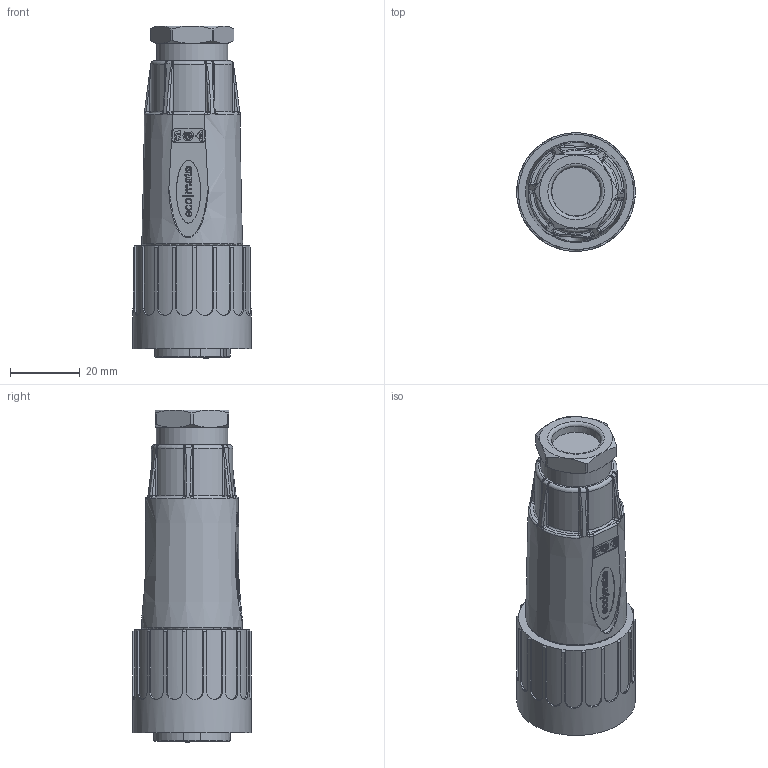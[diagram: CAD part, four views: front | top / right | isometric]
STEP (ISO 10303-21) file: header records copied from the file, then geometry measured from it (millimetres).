
FILE_DESCRIPTION(/* description */ (''),/* implementation_level */ '2;1');
FILE_NAME(/* name */ 'c016 10e008 003 1nxc001-02.stp',/* time_stamp */ '2019-07-08T07:47:09+02:00',/* author */ (''),/* organization */ (''),/* preprocessor_version */ 'ST-DEVELOPER v16.7',/* originating_system */ 'SIEMENS PLM Software NX 12.0',/* authorisation */ '');
FILE_SCHEMA (('AUTOMOTIVE_DESIGN { 1 0 10303 214 3 1 1 1 }'));
Length unit declared in the file: millimetre
Products named in the file (1): c016 10e008 003 1nxc001-02
Bounding box: 34 x 34 x 95.2 mm (x, y, z)
Volume: 55172.5 mm3; surface area: 13709.7 mm2
Topology: 1 solids, 1 shells, 1104 faces, 2894 edges, 1860 vertices
Faces by surface type: plane 580, cylinder 245, bspline 186, torus 40, cone 37, sphere 12, extrusion 4
Full cylindrical faces by diameter (mm): 1.05 x1, 1.3 x1, 3 x5, 4.3 x1, 4.75 x4, 20.4 x1, 22 x1, 30.2 x1, 34 x1
Entity records: 36502 total; most frequent: CARTESIAN_POINT 11136, ORIENTED_EDGE 5658, DIRECTION 4706, EDGE_CURVE 2829, VERTEX_POINT 1842, VECTOR 1698, LINE 1694, AXIS2_PLACEMENT_3D 1504
